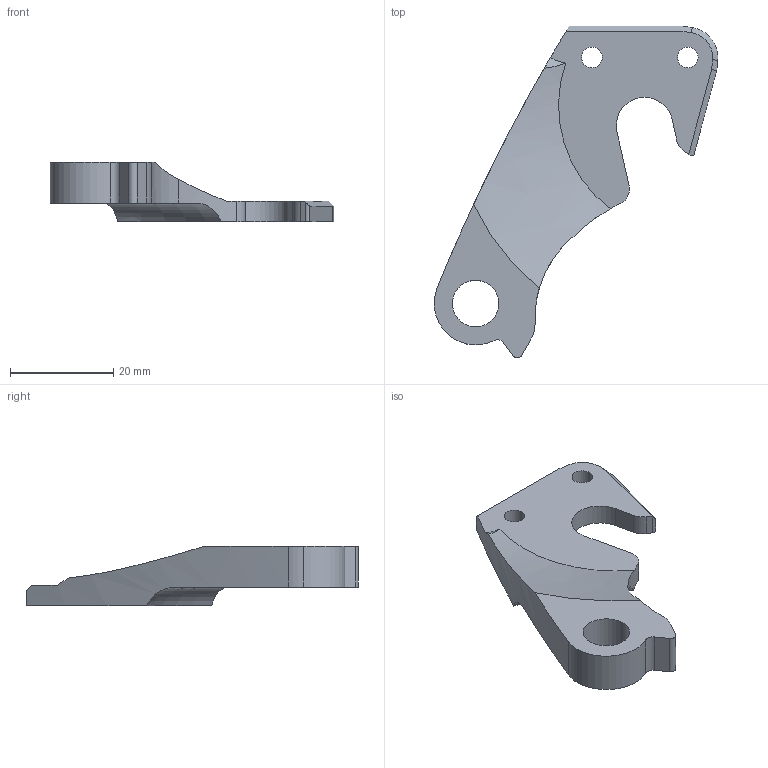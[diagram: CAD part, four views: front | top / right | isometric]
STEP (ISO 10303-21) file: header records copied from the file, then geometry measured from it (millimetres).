
FILE_DESCRIPTION (( 'STEP AP214' ), '1' );
FILE_NAME ('DR4135.STEP', '2019-02-14T21:44:48', ( 'JeffCAD' ), ( 'Microsoft' ), 'SwSTEP 2.0', 'SolidWorks 2019', '' );
FILE_SCHEMA (( 'AUTOMOTIVE_DESIGN' ));
Length unit declared in the file: millimetre
Products named in the file (1): DR4135
Bounding box: 54.8 x 64.16 x 11.5 mm (x, y, z)
Volume: 7507.8 mm3; surface area: 4453.8 mm2
Topology: 1 solids, 1 shells, 42 faces, 116 edges, 76 vertices
Faces by surface type: cylinder 20, plane 18, cone 3, torus 1
Entity records: 1443 total; most frequent: CARTESIAN_POINT 296, DIRECTION 241, ORIENTED_EDGE 232, EDGE_CURVE 116, AXIS2_PLACEMENT_3D 91, VERTEX_POINT 76, VECTOR 59, LINE 59
